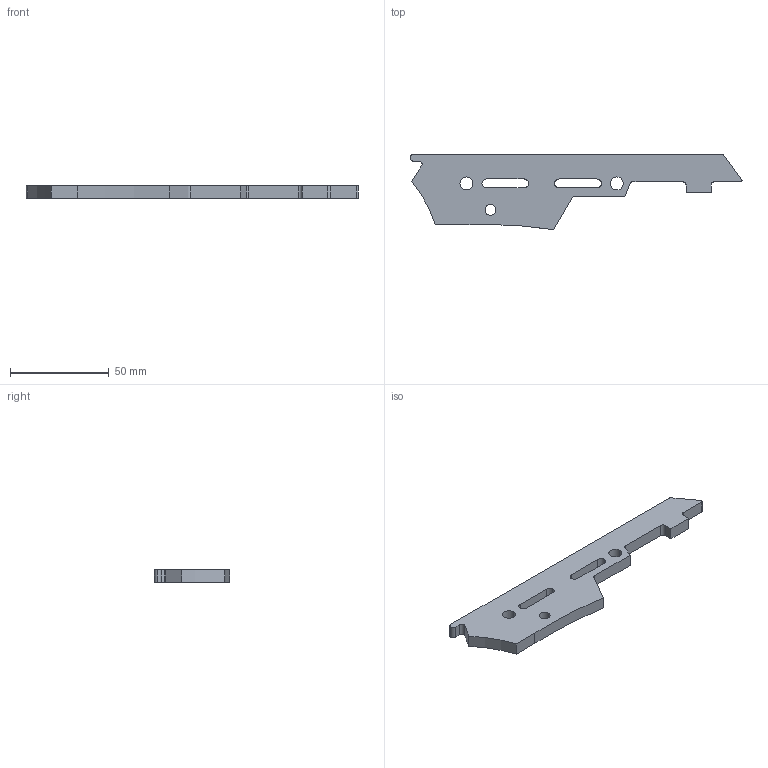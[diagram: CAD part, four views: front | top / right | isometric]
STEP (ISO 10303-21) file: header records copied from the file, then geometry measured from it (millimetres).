
FILE_DESCRIPTION (( 'STEP AP214' ), '1' );
FILE_NAME ('Barrel.STEP', '2018-05-15T21:16:52', ( 'John' ), ( 'Not Good' ), 'SwSTEP 2.0', 'SolidWorks 2007', '' );
FILE_SCHEMA (( 'AUTOMOTIVE_DESIGN' ));
Length unit declared in the file: inch
Products named in the file (1): Barrel
Bounding box: 168.23 x 38.09 x 6.35 mm (x, y, z)
Volume: 24156.9 mm3; surface area: 11182.7 mm2
Topology: 1 solids, 1 shells, 44 faces, 128 edges, 86 vertices
Faces by surface type: cylinder 24, plane 19, bspline 1
Entity records: 1577 total; most frequent: CARTESIAN_POINT 285, DIRECTION 260, ORIENTED_EDGE 256, EDGE_CURVE 128, AXIS2_PLACEMENT_3D 92, VERTEX_POINT 86, VECTOR 76, LINE 76
